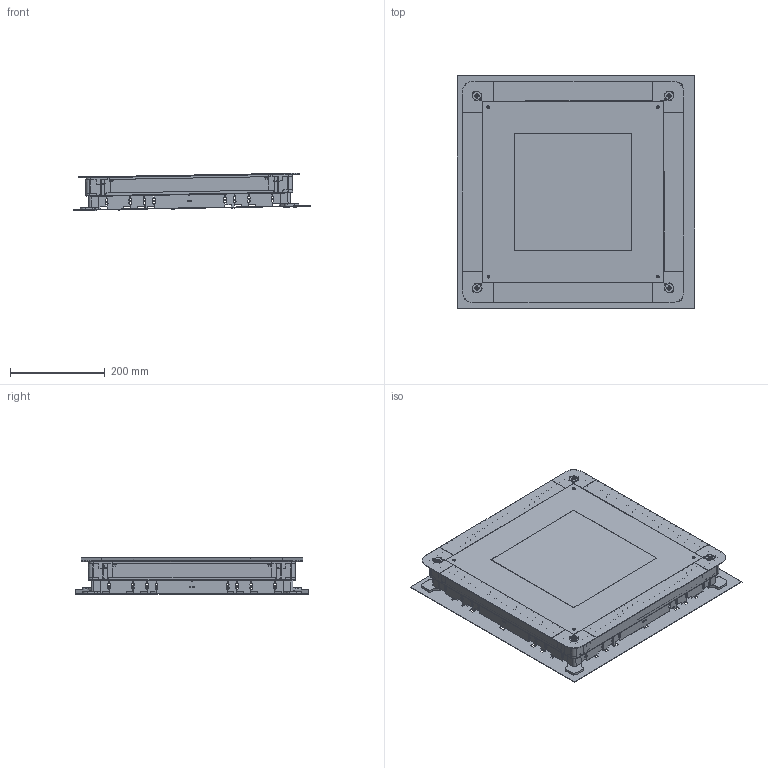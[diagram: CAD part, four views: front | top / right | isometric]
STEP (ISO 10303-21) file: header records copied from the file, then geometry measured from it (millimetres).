
FILE_DESCRIPTION (( 'STEP AP214' ), '1' );
FILE_NAME ('7410112.stp', '2018-11-19T14:06:27', ( '' ), ( '' ), 'SwSTEP 2.0', 'SolidWorks 2018', '' );
FILE_SCHEMA (( 'AUTOMOTIVE_DESIGN' ));
Length unit declared in the file: millimetre
Products named in the file (23): 001172_Schieber ge”ffnet; 001067_Standard; P_001285T1_1_UZD 3  f〉 GES 9; 001070_Standard; 001585_Standard; 001076_Standard; P_001585T2_1_Erdung 9er Deckel; P_001585T1_1_Standard; 7410112; 53001BU_Standard; 43519E_Standard; 42955A_Standard; 001072_Standard; 001068_Standard; 001069_Mit  Tasche f〉 Fallblech; 001065_Standard; 001071_35104101 L=68 mm; P_001285T2_1_Standard; 35083C_Standard; 52452A8_Standard; P_52213A5_1_Standard; 42580A_Standard; 43226C_Žnderung auf UDF 3
Assembly tree (46 placements, depth 4):
  7410112
    P_001285T2_1_Standard
      001076_Standard
      001172_Schieber ge”ffnet  x4
        001070_Standard
        001067_Standard
      43226C_Žnderung auf UDF 3  x4
      35083C_Standard
        42580A_Standard
        P_52213A5_1_Standard
        52452A8_Standard
    P_001285T1_1_UZD 3  f〉 GES 9
      001071_35104101 L=68 mm  x4
      001065_Standard  x4
      001069_Mit  Tasche f〉 Fallblech  x4
      001068_Standard  x4
      001072_Standard  x4
      42955A_Standard
      43519E_Standard
      53001BU_Standard  x4
      001585_Standard
        P_001585T1_1_Standard
        P_001585T2_1_Erdung 9er Deckel
Bounding box: 500.19 x 490.25 x 79.47 mm (x, y, z)
Volume: 1489782.5 mm3; surface area: 1661841.7 mm2
Topology: 45 solids, 46 shells, 5806 faces, 15638 edges, 9931 vertices
Faces by surface type: plane 4489, cylinder 843, bspline 304, cone 130, torus 38, sphere 2
Entity records: 63273 total; most frequent: CARTESIAN_POINT 14770, ORIENTED_EDGE 9632, DIRECTION 8640, EDGE_CURVE 4816, VECTOR 4006, LINE 4006, VERTEX_POINT 3073, AXIS2_PLACEMENT_3D 2317
